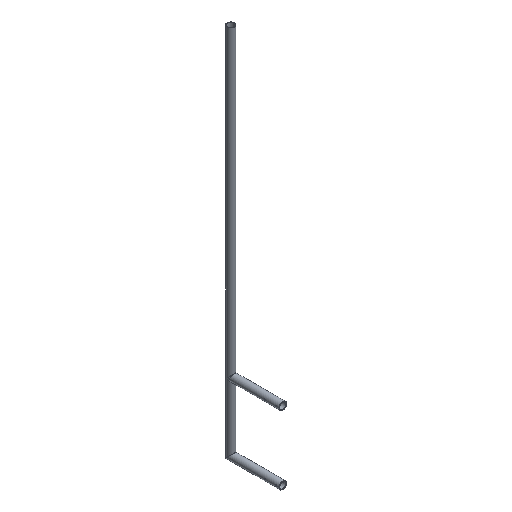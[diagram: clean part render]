
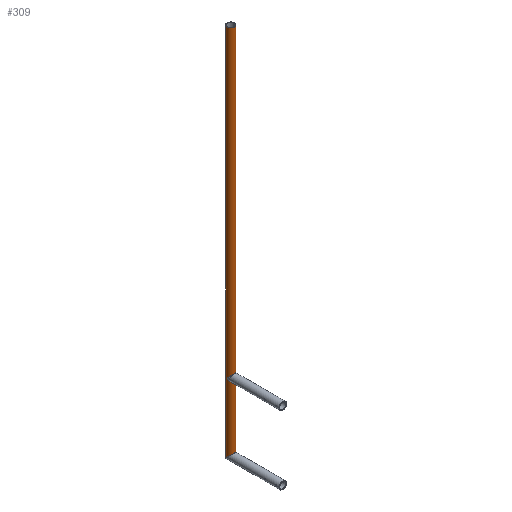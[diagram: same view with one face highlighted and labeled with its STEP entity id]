
A CAD part, isometric view. The second image highlights one B-rep face of the part: STEP entity #309.
In plain terms, the highlighted cylindrical face has radius 21.082 mm (diameter 42.164 mm), a full revolution.
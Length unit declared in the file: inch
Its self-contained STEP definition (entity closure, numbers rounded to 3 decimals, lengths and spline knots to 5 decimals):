
#44=FACE_BOUND('',#106,.T.);
#45=FACE_BOUND('',#107,.T.);
#67=CIRCLE('',#346,0.83);
#82=FACE_OUTER_BOUND('',#105,.T.);
#105=EDGE_LOOP('',(#237));
#106=EDGE_LOOP('',(#238,#239));
#107=EDGE_LOOP('',(#240,#241));
#145=ELLIPSE('',#348,1.1738,0.83);
#146=ELLIPSE('',#349,1.1738,0.83);
#147=ELLIPSE('',#350,1.1738,0.83);
#148=ELLIPSE('',#351,1.1738,0.83);
#153=VERTEX_POINT('',#477);
#154=VERTEX_POINT('',#480);
#155=VERTEX_POINT('',#481);
#156=VERTEX_POINT('',#484);
#157=VERTEX_POINT('',#485);
#192=EDGE_CURVE('',#153,#153,#67,.T.);
#193=EDGE_CURVE('',#154,#155,#145,.T.);
#194=EDGE_CURVE('',#155,#154,#146,.T.);
#195=EDGE_CURVE('',#156,#157,#147,.F.);
#196=EDGE_CURVE('',#157,#156,#148,.F.);
#237=ORIENTED_EDGE('',*,*,#192,.T.);
#238=ORIENTED_EDGE('',*,*,#193,.F.);
#239=ORIENTED_EDGE('',*,*,#194,.F.);
#240=ORIENTED_EDGE('',*,*,#195,.F.);
#241=ORIENTED_EDGE('',*,*,#196,.F.);
#291=CYLINDRICAL_SURFACE('',#347,0.83);
#309=ADVANCED_FACE('',(#82,#44,#45),#291,.T.);
#346=AXIS2_PLACEMENT_3D('',#478,#395,#396);
#347=AXIS2_PLACEMENT_3D('',#479,#397,#398);
#348=AXIS2_PLACEMENT_3D('',#482,#399,#400);
#349=AXIS2_PLACEMENT_3D('',#483,#401,#402);
#350=AXIS2_PLACEMENT_3D('',#486,#403,#404);
#351=AXIS2_PLACEMENT_3D('',#487,#405,#406);
#395=DIRECTION('center_axis',(0.,0.,-1.));
#396=DIRECTION('ref_axis',(1.,0.,0.));
#397=DIRECTION('center_axis',(0.,0.,-1.));
#398=DIRECTION('ref_axis',(1.,0.,0.));
#399=DIRECTION('center_axis',(0.,-0.707,-0.707));
#400=DIRECTION('ref_axis',(0.,-0.707,0.707));
#401=DIRECTION('center_axis',(0.,-0.707,0.707));
#402=DIRECTION('ref_axis',(0.,-0.707,-0.707));
#403=DIRECTION('center_axis',(0.,0.707,0.707));
#404=DIRECTION('ref_axis',(0.,-0.707,0.707));
#405=DIRECTION('center_axis',(0.,0.707,0.707));
#406=DIRECTION('ref_axis',(0.,-0.707,0.707));
#477=CARTESIAN_POINT('',(-19.17,33.,119.25));
#478=CARTESIAN_POINT('Origin',(-20.,33.,119.25));
#479=CARTESIAN_POINT('Origin',(-20.,33.,33.39506));
#480=CARTESIAN_POINT('',(-19.17,33.,50.75));
#481=CARTESIAN_POINT('',(-20.83,33.,50.75));
#482=CARTESIAN_POINT('Origin',(-20.,33.,50.75));
#483=CARTESIAN_POINT('Origin',(-20.,33.,50.75));
#484=CARTESIAN_POINT('',(-19.17,33.00003,35.24997));
#485=CARTESIAN_POINT('',(-20.83,33.,35.25));
#486=CARTESIAN_POINT('Origin',(-20.,33.,35.25));
#487=CARTESIAN_POINT('Origin',(-20.,33.,35.25));
